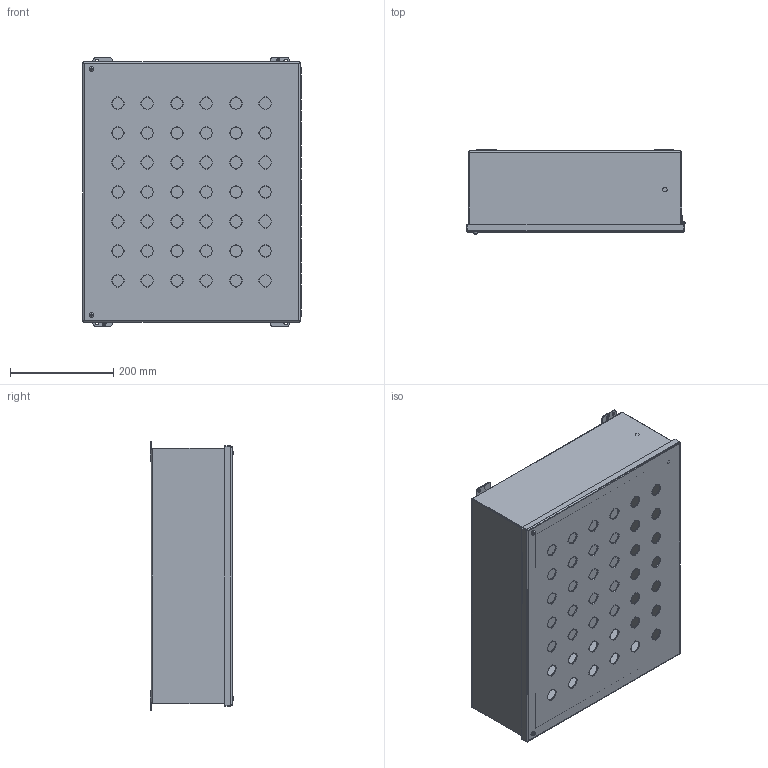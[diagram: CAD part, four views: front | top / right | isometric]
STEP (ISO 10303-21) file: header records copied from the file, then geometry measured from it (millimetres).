
FILE_DESCRIPTION (( 'STEP AP203' ), '1' );
FILE_NAME ('1489MP42_Default.step', '2019-11-12T19:37:49', ( '' ), ( '' ), 'SwSTEP 2.0', 'SolidWorks 2019', '' );
FILE_SCHEMA (( 'CONFIG_CONTROL_DESIGN' ));
Length unit declared in the file: inch
Products named in the file (1): 1489MP42_Default
Bounding box: 422.22 x 161.84 x 520.7 mm (x, y, z)
Volume: 1762171 mm3; surface area: 1871818.3 mm2
Topology: 21 solids, 21 shells, 1506 faces, 4431 edges, 2909 vertices
Faces by surface type: plane 1063, cylinder 385, cone 40, bspline 14, torus 4
Entity records: 50984 total; most frequent: CARTESIAN_POINT 9923, ORIENTED_EDGE 8842, DIRECTION 8263, EDGE_CURVE 4421, LINE 3381, VECTOR 3381, VERTEX_POINT 2909, AXIS2_PLACEMENT_3D 2441
